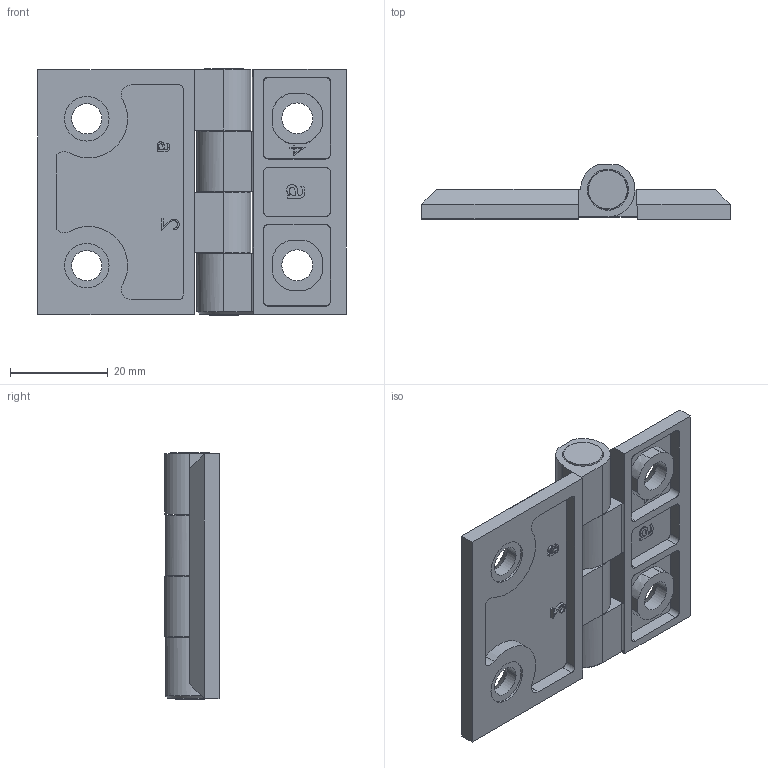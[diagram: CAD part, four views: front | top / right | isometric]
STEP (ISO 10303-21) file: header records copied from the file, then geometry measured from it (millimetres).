
FILE_DESCRIPTION (( 'STEP AP203' ), '1' );
FILE_NAME ('MY5063.1.2.4.KROM.STEP', '2022-08-01T08:56:48', ( '' ), ( '' ), 'SwSTEP 2.0', 'SolidWorks 2021', '' );
FILE_SCHEMA (( 'CONFIG_CONTROL_DESIGN' ));
Length unit declared in the file: millimetre
Products named in the file (1): MY5063.1.2.4.KROM
Bounding box: 63 x 11.13 x 50.3 mm (x, y, z)
Surface area: 11007.2 mm2 (no closed solid volume)
Topology: 0 solids, 8 shells, 215 faces, 631 edges, 420 vertices
Faces by surface type: plane 110, cylinder 55, bspline 26, cone 24
Entity records: 9269 total; most frequent: CARTESIAN_POINT 3786, ORIENTED_EDGE 1149, DIRECTION 980, EDGE_CURVE 631, VERTEX_POINT 420, VECTOR 368, LINE 368, AXIS2_PLACEMENT_3D 306
